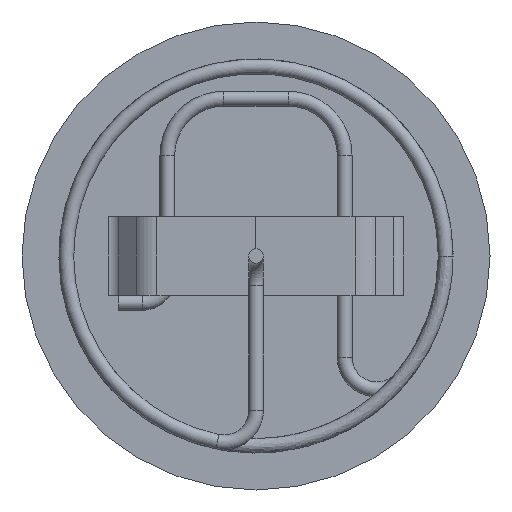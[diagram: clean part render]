
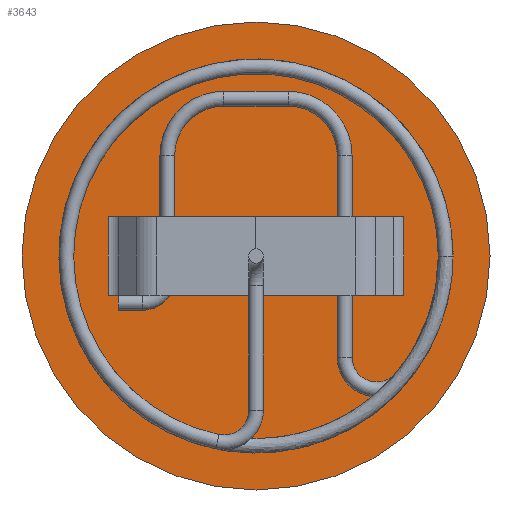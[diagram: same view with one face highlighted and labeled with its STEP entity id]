
A CAD part, front view. The second image highlights one B-rep face of the part: STEP entity #3643.
In plain terms, the highlighted face is planar.
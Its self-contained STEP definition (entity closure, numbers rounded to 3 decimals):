
#3643=ADVANCED_FACE('',(#3682,#3684),#3686,.T.);
#3682=FACE_BOUND('',#3683,.T.);
#3683=EDGE_LOOP('',(#3961));
#3684=FACE_BOUND('',#3685,.T.);
#3685=EDGE_LOOP('',(#3962,#3963,#3964,#3965));
#3686=PLANE('',#3687);
#3687=AXIS2_PLACEMENT_3D('',#3688,#3689,#3690);
#3688=CARTESIAN_POINT('',(4.75,0.3,0.));
#3689=DIRECTION('',(0.,1.,-0.));
#3690=DIRECTION('',(-1.,0.,0.));
#3961=ORIENTED_EDGE('',*,*,#4117,.F.);
#3962=ORIENTED_EDGE('',*,*,#4118,.T.);
#3963=ORIENTED_EDGE('',*,*,#4119,.T.);
#3964=ORIENTED_EDGE('',*,*,#4120,.T.);
#3965=ORIENTED_EDGE('',*,*,#4121,.T.);
#4117=EDGE_CURVE('',#4195,#4195,#4196,.T.);
#4118=EDGE_CURVE('',#4197,#4198,#4199,.T.);
#4119=EDGE_CURVE('',#4198,#4200,#4201,.F.);
#4120=EDGE_CURVE('',#4200,#4202,#4203,.T.);
#4121=EDGE_CURVE('',#4202,#4197,#4204,.F.);
#4195=VERTEX_POINT('',#4315);
#4196=CIRCLE('',#4316,4.75);
#4197=VERTEX_POINT('',#4320);
#4198=VERTEX_POINT('',#4321);
#4199=LINE('',#4322,#4323);
#4200=VERTEX_POINT('',#4325);
#4201=LINE('',#4326,#4327);
#4202=VERTEX_POINT('',#4329);
#4203=LINE('',#4330,#4331);
#4204=LINE('',#4333,#4334);
#4315=CARTESIAN_POINT('',(-4.75,0.3,4.75));
#4316=AXIS2_PLACEMENT_3D('',#4317,#4318,#4319);
#4317=CARTESIAN_POINT('',(0.,0.3,4.75));
#4318=DIRECTION('',(0.,-1.,0.));
#4319=DIRECTION('',(-1.,0.,0.));
#4320=CARTESIAN_POINT('',(0.8,0.3,7.75));
#4321=CARTESIAN_POINT('',(-0.8,0.3,7.75));
#4322=CARTESIAN_POINT('',(0.8,0.3,7.75));
#4323=VECTOR('',#4324,1.);
#4324=DIRECTION('',(-1.,0.,0.));
#4325=CARTESIAN_POINT('',(-0.8,0.3,1.75));
#4326=CARTESIAN_POINT('',(-0.8,0.3,1.75));
#4327=VECTOR('',#4328,1.);
#4328=DIRECTION('',(0.,0.,1.));
#4329=CARTESIAN_POINT('',(0.8,0.3,1.75));
#4330=CARTESIAN_POINT('',(-0.8,0.3,1.75));
#4331=VECTOR('',#4332,1.);
#4332=DIRECTION('',(1.,0.,0.));
#4333=CARTESIAN_POINT('',(0.8,0.3,7.75));
#4334=VECTOR('',#4335,1.);
#4335=DIRECTION('',(0.,0.,-1.));
